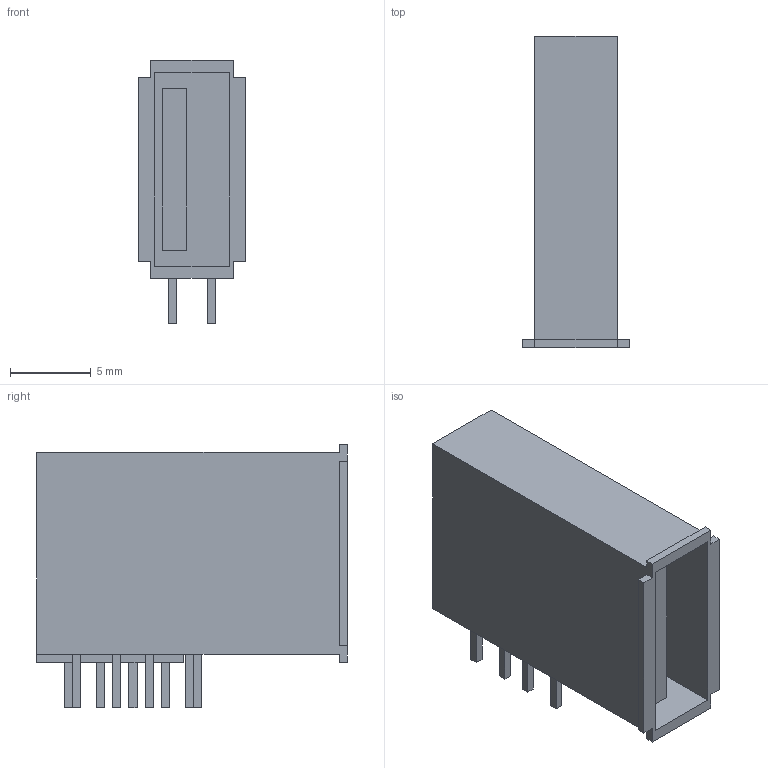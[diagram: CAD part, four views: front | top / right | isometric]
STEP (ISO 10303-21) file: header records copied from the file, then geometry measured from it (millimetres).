
FILE_DESCRIPTION(('HOOPS Exchange Step'),'2;1');
FILE_NAME('export-F64C7827-778E-4843-8DD2-21F52AEBBB42.stp','2023-02-20T07:07:19-08:00',('Daxxn'),('Alibre'),'HOOPS Exchange 2022.0','Alibre','Unknown authorisation');
FILE_SCHEMA( ('AP242_MANAGED_MODEL_BASED_3D_ENGINEERING_MIM_LF {1 0 10303 442 1 1 4 }') );
Length unit declared in the file: millimetre
Products named in the file (3): Body1; Body2FFSDF; GSB4116341HR
Assembly tree (2 placements, depth 2):
  GSB4116341HR
    Body1
    Body2FFSDF
Bounding box: 6.62 x 19.25 x 16.3 mm (x, y, z)
Volume: 680.2 mm3; surface area: 1713.1 mm2
Topology: 2 solids, 2 shells, 85 faces, 234 edges, 156 vertices
Faces by surface type: plane 85
Entity records: 2766 total; most frequent: CARTESIAN_POINT 481, ORIENTED_EDGE 468, DIRECTION 416, VECTOR 234, LINE 234, EDGE_CURVE 234, VERTEX_POINT 156, AXIS2_PLACEMENT_3D 91
